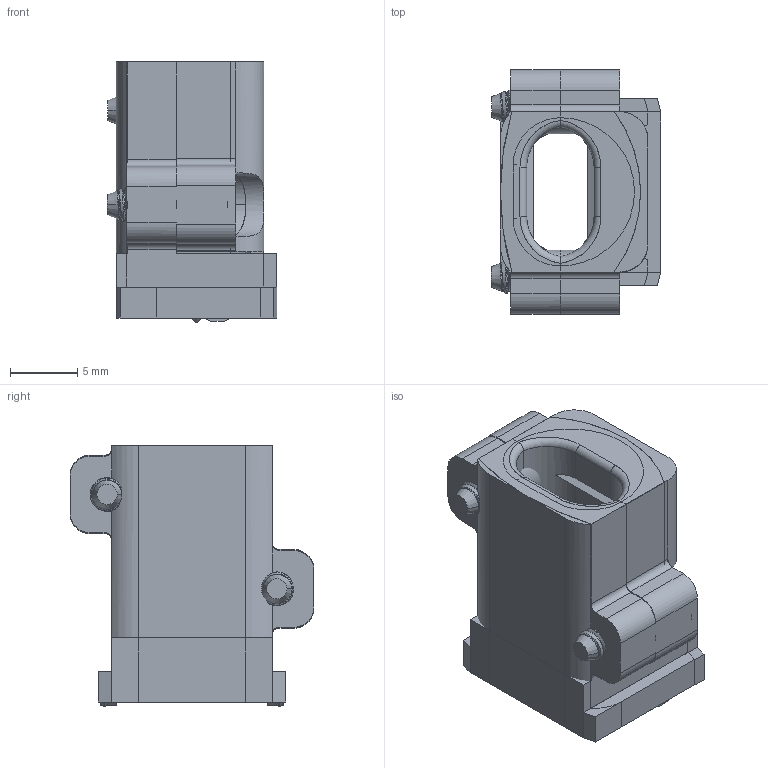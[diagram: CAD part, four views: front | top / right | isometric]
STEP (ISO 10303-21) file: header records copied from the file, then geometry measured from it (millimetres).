
FILE_DESCRIPTION((''),'2;1');
FILE_NAME('S_HM-CLP','2018-02-26T19:20:00',('sx.huang'),(''),'CREO PARAMETRIC BY PTC INC, 2016510','CREO PARAMETRIC BY PTC INC, 2016510','');
FILE_SCHEMA(('AUTOMOTIVE_DESIGN { 1 0 10303 214 1 1 1 1 }'));
Length unit declared in the file: millimetre
Products named in the file (1): S_HM-CLP
Bounding box: 12.58 x 18.1 x 19.3 mm (x, y, z)
Volume: 1442.1 mm3; surface area: 4112 mm2
Topology: 1 solids, 167 shells, 682 faces, 2354 edges, 1848 vertices
Faces by surface type: plane 408, cylinder 174, cone 58, bspline 23, torus 19
Entity records: 40481 total; most frequent: CARTESIAN_POINT 12342, ORIENTED_EDGE 3687, DIRECTION 3672, PRESENTATION_STYLE_ASSIGNMENT 2567, STYLED_ITEM 2519, CURVE_STYLE 2352, EDGE_CURVE 2352, VERTEX_POINT 1848
